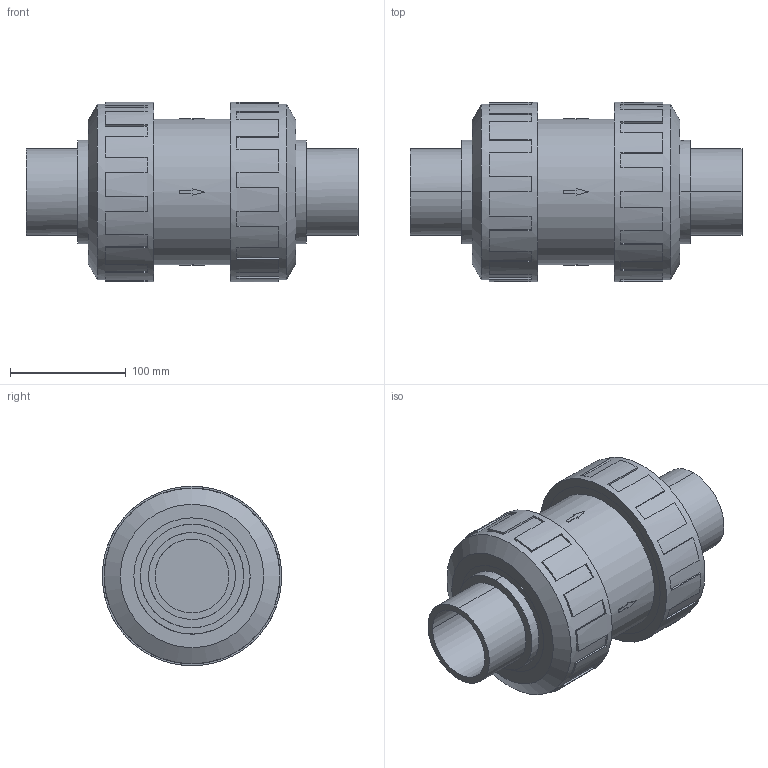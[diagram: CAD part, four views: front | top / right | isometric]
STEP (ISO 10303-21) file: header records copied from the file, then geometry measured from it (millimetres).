
FILE_DESCRIPTION((''),'2;1');
FILE_NAME('PV31001B075.stp','2022-02-18T07:51:42',('RL'),(''),'Autodesk Inventor 2012','Autodesk Inventor 2012','');
FILE_SCHEMA(('AUTOMOTIVE_DESIGN { 1 0 10303 214 1 1 1 1 }'));
Length unit declared in the file: millimetre
Products named in the file (1): PV31001B075
Bounding box: 287 x 155 x 155 mm (x, y, z)
Volume: 2784798.2 mm3; surface area: 295124.1 mm2
Topology: 1 solids, 1 shells, 197 faces, 516 edges, 342 vertices
Faces by surface type: plane 164, bspline 20, cylinder 11, cone 2
Full cylindrical faces by diameter (mm): 125.55 x3, 139.48 x2, 139.5 x2, 151.9 x2, 155 x2
Entity records: 6645 total; most frequent: CARTESIAN_POINT 1804, ORIENTED_EDGE 1000, DIRECTION 968, EDGE_CURVE 500, VERTEX_POINT 340, AXIS2_PLACEMENT_3D 330, VECTOR 308, LINE 308
